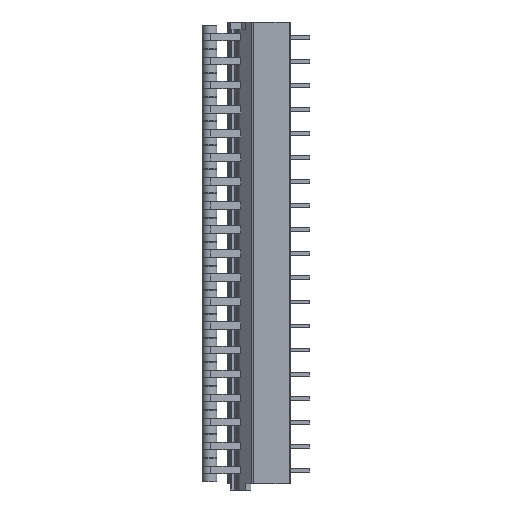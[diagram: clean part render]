
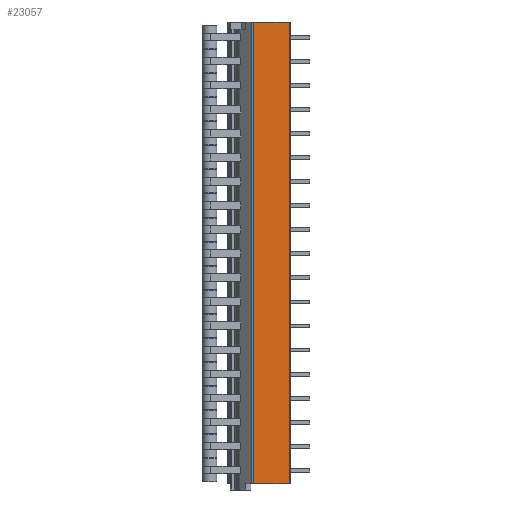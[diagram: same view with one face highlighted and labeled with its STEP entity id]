
A CAD part, left-side view. The second image highlights one B-rep face of the part: STEP entity #23057.
In plain terms, the highlighted planar face has unit normal (-1, 0, 0).
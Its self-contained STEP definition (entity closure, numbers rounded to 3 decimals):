
#30=DIRECTION('',(0.,-1.,0.));
#31=VECTOR('',#30,7.471);
#32=CARTESIAN_POINT('',(0.,7.671,-92.8));
#33=LINE('',#32,#31);
#310=DIRECTION('',(0.,-1.,0.));
#311=VECTOR('',#310,7.471);
#312=CARTESIAN_POINT('',(0.,7.671,3.2));
#313=LINE('',#312,#311);
#643=DIRECTION('',(0.,0.,1.));
#644=VECTOR('',#643,96.);
#645=CARTESIAN_POINT('',(0.,7.671,-92.8));
#646=LINE('',#645,#644);
#647=DIRECTION('',(0.,0.,1.));
#648=VECTOR('',#647,96.);
#649=CARTESIAN_POINT('',(0.,0.2,-92.8));
#650=LINE('',#649,#648);
#18299=CARTESIAN_POINT('',(0.,7.671,-92.8));
#18301=VERTEX_POINT('',#18299);
#18302=CARTESIAN_POINT('',(0.,0.2,-92.8));
#18303=VERTEX_POINT('',#18302);
#18419=CARTESIAN_POINT('',(0.,7.671,3.2));
#18421=VERTEX_POINT('',#18419);
#18422=CARTESIAN_POINT('',(0.,0.2,3.2));
#18423=VERTEX_POINT('',#18422);
#23045=CARTESIAN_POINT('',(0.,7.671,-92.8));
#23046=DIRECTION('',(-1.,0.,0.));
#23047=DIRECTION('',(0.,-1.,0.));
#23048=AXIS2_PLACEMENT_3D('',#23045,#23046,#23047);
#23049=PLANE('',#23048);
#23050=ORIENTED_EDGE('',*,*,#23039,.T.);
#23051=ORIENTED_EDGE('',*,*,#22837,.T.);
#23053=ORIENTED_EDGE('',*,*,#23052,.F.);
#23054=ORIENTED_EDGE('',*,*,#22637,.F.);
#23055=EDGE_LOOP('',(#23050,#23051,#23053,#23054));
#23056=FACE_OUTER_BOUND('',#23055,.F.);
#23057=ADVANCED_FACE('',(#23056),#23049,.T.);
#22637=EDGE_CURVE('',#18301,#18303,#33,.T.);
#22837=EDGE_CURVE('',#18421,#18423,#313,.T.);
#23039=EDGE_CURVE('',#18301,#18421,#646,.T.);
#23052=EDGE_CURVE('',#18303,#18423,#650,.T.);
